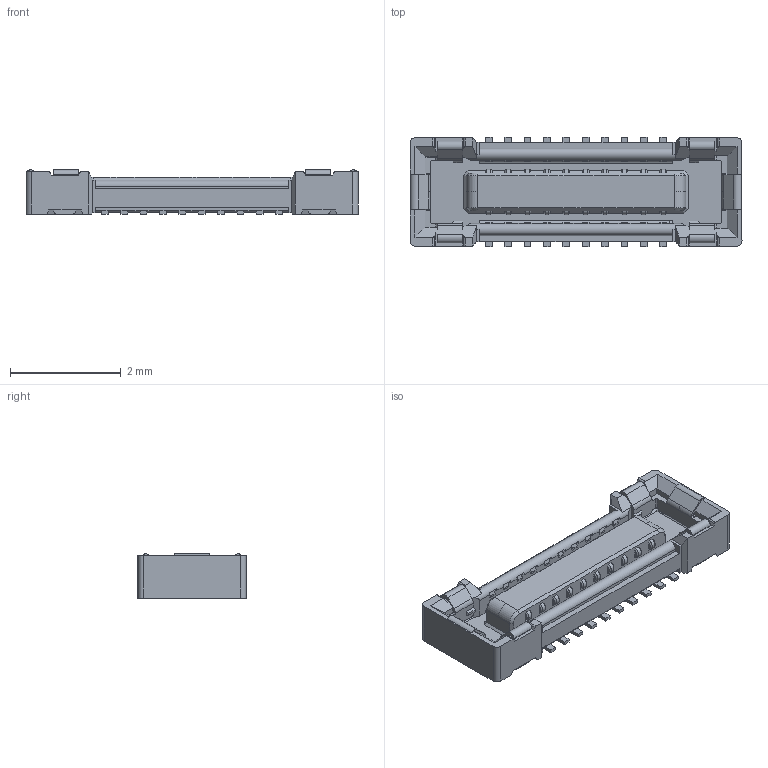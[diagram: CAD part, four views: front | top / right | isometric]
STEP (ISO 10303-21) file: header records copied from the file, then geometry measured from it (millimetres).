
FILE_DESCRIPTION((''),'2;1');
FILE_NAME('PRT0001','2019-09-10T09:29:04',('dburnier'),(''),'CREO PARAMETRIC BY PTC INC, 2018100','CREO PARAMETRIC BY PTC INC, 2018100','');
FILE_SCHEMA(('AUTOMOTIVE_DESIGN { 1 0 10303 214 1 1 1 1 }'));
Length unit declared in the file: millimetre
Products named in the file (1): PRT0001
Bounding box: 6 x 1.98 x 0.8 mm (x, y, z)
Volume: 5.3 mm3; surface area: 47.8 mm2
Topology: 1 solids, 1 shells, 822 faces, 2724 edges, 1889 vertices
Faces by surface type: plane 607, cylinder 171, cone 44
Entity records: 46453 total; most frequent: CARTESIAN_POINT 5826, ORIENTED_EDGE 5448, DIRECTION 4807, PRESENTATION_STYLE_ASSIGNMENT 3542, STYLED_ITEM 2725, CURVE_STYLE 2724, EDGE_CURVE 2724, VECTOR 2121
